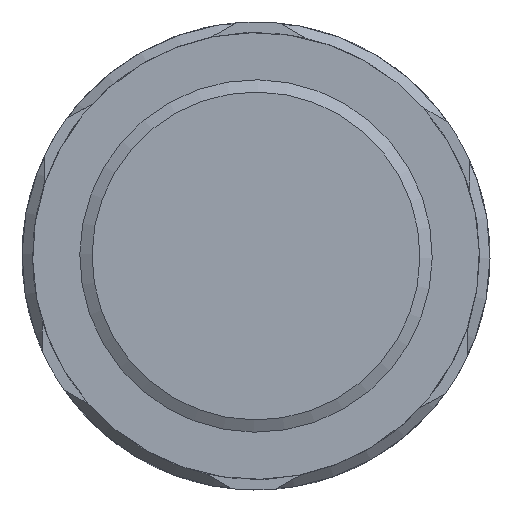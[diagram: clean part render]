
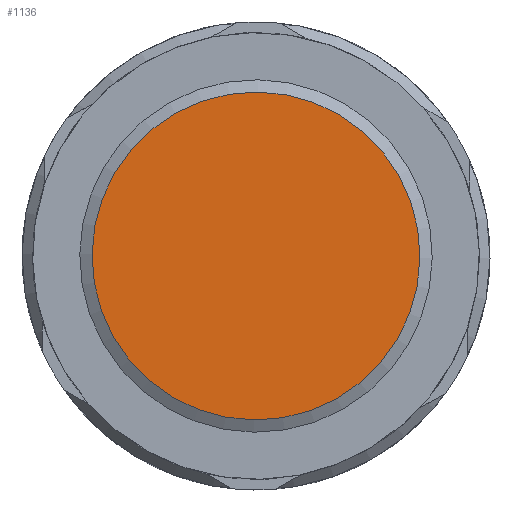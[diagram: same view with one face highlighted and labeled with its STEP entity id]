
A CAD part, front view. The second image highlights one B-rep face of the part: STEP entity #1136.
In plain terms, the highlighted planar face has unit normal (0, -1, 0).
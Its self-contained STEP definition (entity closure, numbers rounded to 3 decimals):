
#259=FACE_OUTER_BOUND('',#325,.T.);
#325=EDGE_LOOP('',(#973,#974));
#395=CIRCLE('',#1288,11.56);
#396=CIRCLE('',#1289,11.56);
#496=VERTEX_POINT('',#2099);
#497=VERTEX_POINT('',#2101);
#655=EDGE_CURVE('',#497,#496,#395,.T.);
#656=EDGE_CURVE('',#496,#497,#396,.T.);
#973=ORIENTED_EDGE('',*,*,#655,.T.);
#974=ORIENTED_EDGE('',*,*,#656,.T.);
#1009=PLANE('',#1290);
#1136=ADVANCED_FACE('',(#259),#1009,.T.);
#1288=AXIS2_PLACEMENT_3D('',#2102,#1619,#1620);
#1289=AXIS2_PLACEMENT_3D('',#2103,#1621,#1622);
#1290=AXIS2_PLACEMENT_3D('',#2104,#1623,#1624);
#1619=DIRECTION('center_axis',(0.,-1.,0.));
#1620=DIRECTION('ref_axis',(1.,0.,-0.01));
#1621=DIRECTION('center_axis',(0.,-1.,0.));
#1622=DIRECTION('ref_axis',(1.,0.,-0.01));
#1623=DIRECTION('center_axis',(0.,-1.,0.));
#1624=DIRECTION('ref_axis',(-0.01,0.,-1.));
#2099=CARTESIAN_POINT('',(-11.559,-35.922,0.121));
#2101=CARTESIAN_POINT('',(11.559,-35.922,-0.121));
#2102=CARTESIAN_POINT('Origin',(0.,-35.922,
0.));
#2103=CARTESIAN_POINT('Origin',(0.,-35.922,
0.));
#2104=CARTESIAN_POINT('Origin',(10.399,-35.922,-0.109));
